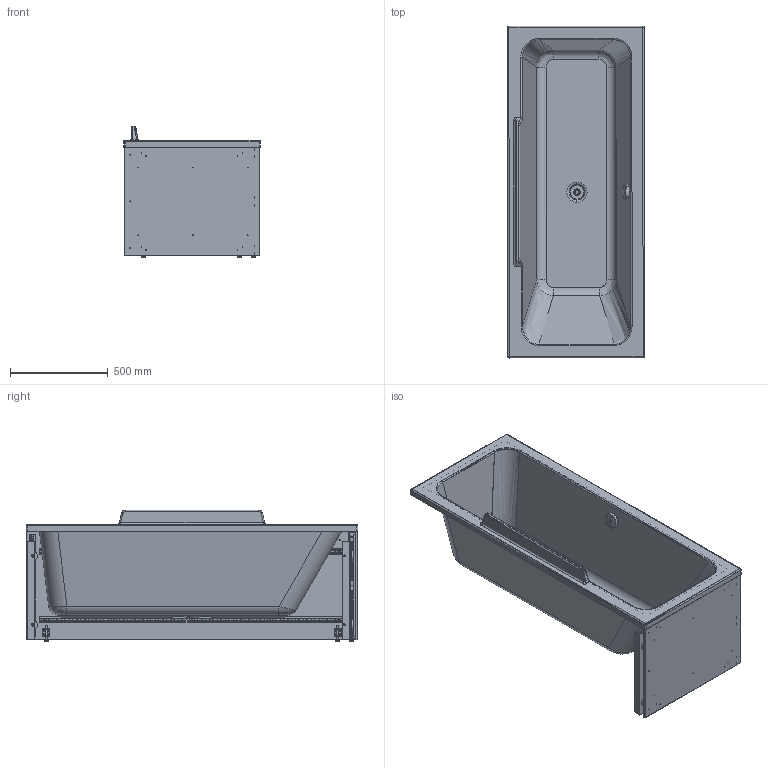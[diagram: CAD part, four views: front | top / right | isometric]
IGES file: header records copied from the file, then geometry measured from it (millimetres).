
Global section: file name: No Iges File Name specified; native system: Autodesk Inventor 2011; preprocessor: AutoDesk Inventor Iges Exporter R2011; author: Administrator; date: 20130527.154902; units: millimetre
Bounding box: 701.01 x 1700.41 x 673.58 mm (x, y, z)
Volume: 32150943.9 mm3; surface area: 10180292.2 mm2
Topology: 61 solids, 61 shells, 3183 faces, 7658 edges, 4589 vertices
Faces by surface type: plane 1073, revolution 822, cylinder 505, bspline 241, cone 214, sphere 174, torus 154
